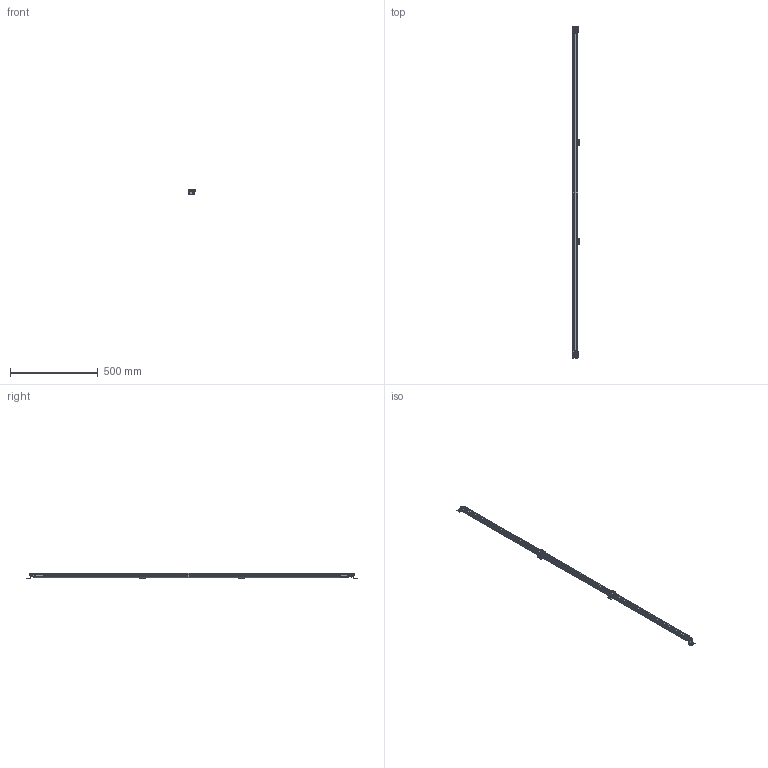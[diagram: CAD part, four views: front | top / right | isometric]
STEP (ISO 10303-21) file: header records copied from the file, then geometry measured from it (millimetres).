
FILE_DESCRIPTION((''),'2;1');
FILE_NAME('141898_ASM','2015-12-02T',('pdmadmin'),(''),'PRO/ENGINEER BY PARAMETRIC TECHNOLOGY CORPORATION, 2013230','PRO/ENGINEER BY PARAMETRIC TECHNOLOGY CORPORATION, 2013230','');
FILE_SCHEMA(('CONFIG_CONTROL_DESIGN'));
Products named in the file (47): 139127; 137693_AF2; 137388; 138906; 138905; 139930; 144262_GASKET_AF1; 144262_AF1_ASM; 138907; 137389_AF47_ASM; 138967; 139928; 139929_LIGHT_PIPE; 139929_ASM; 141056_AF0; 137390_ASM; 138908; 137693_AF3; 138660; 139152; 138910; 139152_AF47; 139127_TAPE_AF0; 139127_TAPE_AF1; 139257; 142161; 141996_WINDOW_1; 141996_WINDOW_2; 142161_ASM; 137718; 137717; EZS_LP_CORDSET_POTTING_AF1; 137570; 138653_AF1; 138657_SIMPLIFIED; 138655; 138654; EZS_LP_CORDSET_SIMPLIFIED_AF47_ASM; 140904; 142038 ...
Assembly tree (79 placements, depth 4):
  141898_ASM
    139127
    137693_AF2
    137388
    138906
    138905  x5
    137389_AF47_ASM
      144262_AF1_ASM
        139930
        144262_GASKET_AF1
      138907
    138967
    137390_ASM
      139929_ASM
        139928
        139929_LIGHT_PIPE
      141056_AF0
    138908  x2
    137693_AF3
    138660
    139152
    138910
    139152_AF47
    139127_TAPE_AF0
    139127_TAPE_AF1
    139257
    142161_ASM
      142161
      141996_WINDOW_1
      141996_WINDOW_2  x10
    EZS_LP_CORDSET_SIMPLIFIED_AF47_ASM
      137718
      137717
      EZS_LP_CORDSET_POTTING_AF1
      137570
      138653_AF1
      138657_SIMPLIFIED
      138655
      138654  x2
    140904  x2
    142038  x8
    140906  x2
    140905  x2
    142039  x6
    140908  x2
    140907  x2
    140909  x2
Bounding box: 41.2 x 1886.7 x 32.93 mm (x, y, z)
Volume: 391070.9 mm3; surface area: 517058 mm2
Topology: 73 solids, 99 shells, 4650 faces, 12296 edges, 7820 vertices
Faces by surface type: plane 2159, cylinder 1573, bspline 507, torus 248, cone 114, sphere 49
Entity records: 117632 total; most frequent: CARTESIAN_POINT 49501, ORIENTED_EDGE 14406, DIRECTION 13351, EDGE_CURVE 7245, VECTOR 4793, LINE 4793, VERTEX_POINT 4634, AXIS2_PLACEMENT_3D 4279
